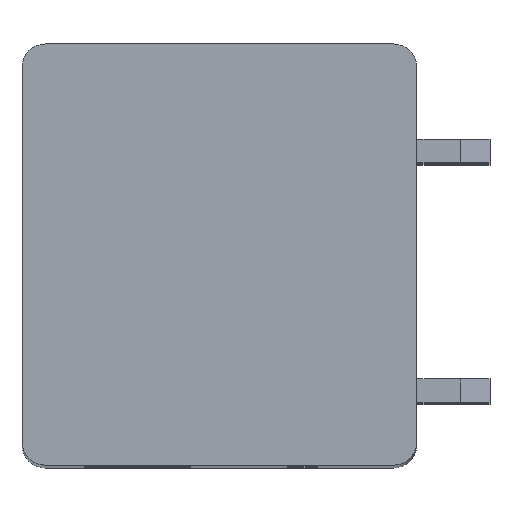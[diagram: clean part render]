
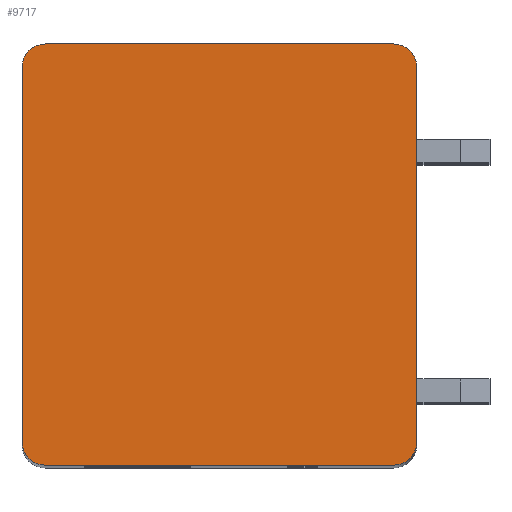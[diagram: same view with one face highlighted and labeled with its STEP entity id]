
A CAD part, top view. The second image highlights one B-rep face of the part: STEP entity #9717.
In plain terms, the highlighted planar face has unit normal (0, 0, 1).
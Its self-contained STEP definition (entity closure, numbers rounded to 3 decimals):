
#1515=CARTESIAN_POINT('',(-5.95,6.4,2.5));
#1516=DIRECTION('',(0.,0.,1.));
#1517=DIRECTION('',(0.,1.,0.));
#1518=AXIS2_PLACEMENT_3D('',#1515,#1516,#1517);
#1520=DIRECTION('',(-1.,0.,0.));
#1521=VECTOR('',#1520,11.9);
#1522=CARTESIAN_POINT('',(5.95,7.2,2.5));
#1523=LINE('',#1522,#1521);
#1524=CARTESIAN_POINT('',(5.95,6.4,2.5));
#1525=DIRECTION('',(0.,0.,1.));
#1526=DIRECTION('',(1.,0.,0.));
#1527=AXIS2_PLACEMENT_3D('',#1524,#1525,#1526);
#1529=DIRECTION('',(0.,1.,0.));
#1530=VECTOR('',#1529,12.8);
#1531=CARTESIAN_POINT('',(6.75,-6.4,2.5));
#1532=LINE('',#1531,#1530);
#1533=CARTESIAN_POINT('',(5.95,-6.4,2.5));
#1534=DIRECTION('',(0.,0.,1.));
#1535=DIRECTION('',(0.,-1.,0.));
#1536=AXIS2_PLACEMENT_3D('',#1533,#1534,#1535);
#1538=DIRECTION('',(1.,0.,0.));
#1539=VECTOR('',#1538,11.9);
#1540=CARTESIAN_POINT('',(-5.95,-7.2,2.5));
#1541=LINE('',#1540,#1539);
#1542=CARTESIAN_POINT('',(-5.95,-6.4,2.5));
#1543=DIRECTION('',(0.,0.,1.));
#1544=DIRECTION('',(-1.,0.,0.));
#1545=AXIS2_PLACEMENT_3D('',#1542,#1543,#1544);
#1547=DIRECTION('',(0.,-1.,0.));
#1548=VECTOR('',#1547,12.8);
#1549=CARTESIAN_POINT('',(-6.75,6.4,2.5));
#1550=LINE('',#1549,#1548);
#7000=CARTESIAN_POINT('',(-5.95,7.2,2.5));
#7001=VERTEX_POINT('',#7000);
#7002=CARTESIAN_POINT('',(-6.75,6.4,2.5));
#7003=VERTEX_POINT('',#7002);
#7008=CARTESIAN_POINT('',(6.75,6.4,2.5));
#7009=VERTEX_POINT('',#7008);
#7010=CARTESIAN_POINT('',(5.95,7.2,2.5));
#7011=VERTEX_POINT('',#7010);
#7016=CARTESIAN_POINT('',(-6.75,-6.4,2.5));
#7017=VERTEX_POINT('',#7016);
#7018=CARTESIAN_POINT('',(-5.95,-7.2,2.5));
#7019=VERTEX_POINT('',#7018);
#7024=CARTESIAN_POINT('',(5.95,-7.2,2.5));
#7025=VERTEX_POINT('',#7024);
#7026=CARTESIAN_POINT('',(6.75,-6.4,2.5));
#7027=VERTEX_POINT('',#7026);
#9702=CARTESIAN_POINT('',(0.,0.,2.5));
#9703=DIRECTION('',(0.,0.,1.));
#9704=DIRECTION('',(1.,0.,0.));
#9705=AXIS2_PLACEMENT_3D('',#9702,#9703,#9704);
#9706=PLANE('',#9705);
#9707=ORIENTED_EDGE('',*,*,#8806,.F.);
#9708=ORIENTED_EDGE('',*,*,#8822,.F.);
#9709=ORIENTED_EDGE('',*,*,#9099,.F.);
#9710=ORIENTED_EDGE('',*,*,#9114,.F.);
#9711=ORIENTED_EDGE('',*,*,#9347,.F.);
#9712=ORIENTED_EDGE('',*,*,#9360,.F.);
#9713=ORIENTED_EDGE('',*,*,#9683,.F.);
#9714=ORIENTED_EDGE('',*,*,#9695,.F.);
#9715=EDGE_LOOP('',(#9707,#9708,#9709,#9710,#9711,#9712,#9713,#9714));
#9716=FACE_OUTER_BOUND('',#9715,.F.);
#1519=CIRCLE('',#1518,0.8);
#1528=CIRCLE('',#1527,0.8);
#1537=CIRCLE('',#1536,0.8);
#1546=CIRCLE('',#1545,0.8);
#8806=EDGE_CURVE('',#7001,#7003,#1519,.T.);
#8822=EDGE_CURVE('',#7011,#7001,#1523,.T.);
#9099=EDGE_CURVE('',#7009,#7011,#1528,.T.);
#9114=EDGE_CURVE('',#7027,#7009,#1532,.T.);
#9347=EDGE_CURVE('',#7025,#7027,#1537,.T.);
#9360=EDGE_CURVE('',#7019,#7025,#1541,.T.);
#9683=EDGE_CURVE('',#7017,#7019,#1546,.T.);
#9695=EDGE_CURVE('',#7003,#7017,#1550,.T.);
#9717=ADVANCED_FACE('',(#9716),#9706,.T.);
